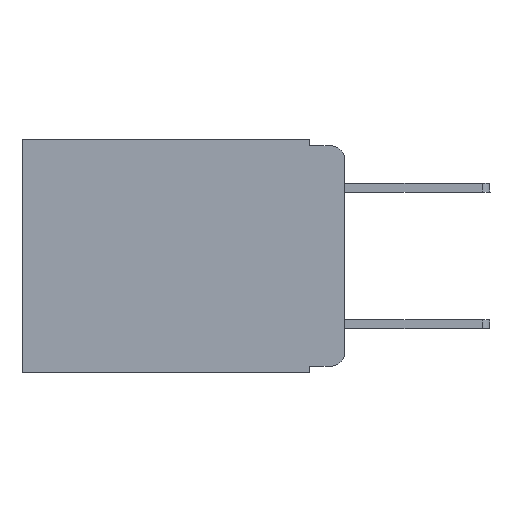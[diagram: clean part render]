
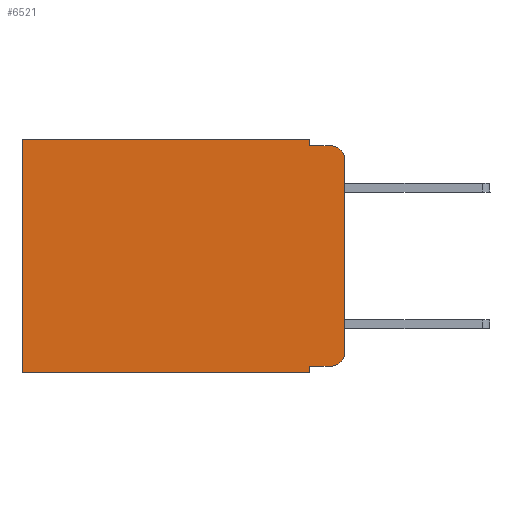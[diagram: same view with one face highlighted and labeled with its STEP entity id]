
A CAD part, left-side view. The second image highlights one B-rep face of the part: STEP entity #6521.
In plain terms, the highlighted planar face has unit normal (-1, 0, 0).
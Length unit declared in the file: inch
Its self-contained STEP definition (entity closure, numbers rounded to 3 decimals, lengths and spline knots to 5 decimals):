
#116 = CARTESIAN_POINT ( 'NONE',  ( 0.298, 0., 0. ) ) ;
#245 = DIRECTION ( 'NONE',  ( 0., 0., -1. ) ) ;
#354 = VERTEX_POINT ( 'NONE', #8324 ) ;
#703 = EDGE_CURVE ( 'NONE', #15961, #2253, #5834, .T. ) ;
#815 = EDGE_CURVE ( 'NONE', #15961, #10205, #7989, .T. ) ;
#1069 = DIRECTION ( 'NONE',  ( 0., -1., 0. ) ) ;
#1115 = CARTESIAN_POINT ( 'NONE',  ( 0.298, 0.02, -0.333 ) ) ;
#1856 = ORIENTED_EDGE ( 'NONE', *, *, #703, .F. ) ;
#2046 = VECTOR ( 'NONE', #245, 39.37008 ) ;
#2152 = ORIENTED_EDGE ( 'NONE', *, *, #17903, .T. ) ;
#2253 = VERTEX_POINT ( 'NONE', #14838 ) ;
#2406 = CARTESIAN_POINT ( 'NONE',  ( 0.298, 0.051, -0.333 ) ) ;
#2520 = LINE ( 'NONE', #13660, #12063 ) ;
#2711 = CARTESIAN_POINT ( 'NONE',  ( 0.298, 0.051, -0.01 ) ) ;
#3282 = EDGE_CURVE ( 'NONE', #14840, #10205, #15213, .T. ) ;
#3324 = DIRECTION ( 'NONE',  ( 0., 0., -1. ) ) ;
#3390 = ORIENTED_EDGE ( 'NONE', *, *, #17341, .F. ) ;
#3752 = CARTESIAN_POINT ( 'NONE',  ( 0.298, 0., 0. ) ) ;
#4304 = CARTESIAN_POINT ( 'NONE',  ( 0.298, 0.051, -0.343 ) ) ;
#4485 = CIRCLE ( 'NONE', #5655, 0.02 ) ;
#4769 = DIRECTION ( 'NONE',  ( 1., 0., 0. ) ) ;
#4910 = DIRECTION ( 'NONE',  ( 0., 0., -1. ) ) ;
#4940 = VECTOR ( 'NONE', #8232, 39.37008 ) ;
#5038 = EDGE_LOOP ( 'NONE', ( #1856, #9922, #10181, #12515, #11052, #16329, #3390, #14382, #2152, #10370 ) ) ;
#5278 = DIRECTION ( 'NONE',  ( 0., 1., 0. ) ) ;
#5655 = AXIS2_PLACEMENT_3D ( 'NONE', #11797, #14331, #4910 ) ;
#5834 = LINE ( 'NONE', #116, #9729 ) ;
#5933 = EDGE_CURVE ( 'NONE', #6415, #354, #10538, .T. ) ;
#5947 = VERTEX_POINT ( 'NONE', #1115 ) ;
#6181 = CARTESIAN_POINT ( 'NONE',  ( 0.298, 0., -0.343 ) ) ;
#6410 = LINE ( 'NONE', #15003, #2046 ) ;
#6415 = VERTEX_POINT ( 'NONE', #15466 ) ;
#6521 = ADVANCED_FACE ( 'NONE', ( #9031 ), #14473, .F. ) ;
#6567 = LINE ( 'NONE', #14465, #16157 ) ;
#6807 = CARTESIAN_POINT ( 'NONE',  ( 0.298, 0.051, 0. ) ) ;
#7532 = EDGE_CURVE ( 'NONE', #5947, #2253, #4485, .T. ) ;
#7975 = CARTESIAN_POINT ( 'NONE',  ( 0.298, 0.051, -0.01 ) ) ;
#7989 = CIRCLE ( 'NONE', #14932, 0.02 ) ;
#8171 = DIRECTION ( 'NONE',  ( 0., 0., -1. ) ) ;
#8181 = CARTESIAN_POINT ( 'NONE',  ( 0.298, 0.02, -0.03 ) ) ;
#8232 = DIRECTION ( 'NONE',  ( 0., -1., 0. ) ) ;
#8273 = DIRECTION ( 'NONE',  ( 0., 0., -1. ) ) ;
#8324 = CARTESIAN_POINT ( 'NONE',  ( 0.298, 0.473, 0. ) ) ;
#8467 = DIRECTION ( 'NONE',  ( 0., 0., -1. ) ) ;
#9031 = FACE_OUTER_BOUND ( 'NONE', #5038, .T. ) ;
#9695 = AXIS2_PLACEMENT_3D ( 'NONE', #13379, #4769, #3324 ) ;
#9729 = VECTOR ( 'NONE', #8467, 39.37008 ) ;
#9922 = ORIENTED_EDGE ( 'NONE', *, *, #815, .T. ) ;
#9936 = EDGE_CURVE ( 'NONE', #354, #10216, #6410, .T. ) ;
#10181 = ORIENTED_EDGE ( 'NONE', *, *, #3282, .F. ) ;
#10205 = VERTEX_POINT ( 'NONE', #13796 ) ;
#10216 = VERTEX_POINT ( 'NONE', #13984 ) ;
#10336 = VECTOR ( 'NONE', #8171, 39.37008 ) ;
#10370 = ORIENTED_EDGE ( 'NONE', *, *, #7532, .T. ) ;
#10538 = LINE ( 'NONE', #3752, #14887 ) ;
#11052 = ORIENTED_EDGE ( 'NONE', *, *, #5933, .T. ) ;
#11733 = VERTEX_POINT ( 'NONE', #4304 ) ;
#11797 = CARTESIAN_POINT ( 'NONE',  ( 0.298, 0.02, -0.313 ) ) ;
#12063 = VECTOR ( 'NONE', #1069, 39.37008 ) ;
#12242 = LINE ( 'NONE', #6807, #10336 ) ;
#12515 = ORIENTED_EDGE ( 'NONE', *, *, #15133, .F. ) ;
#12871 = CARTESIAN_POINT ( 'NONE',  ( 0.298, 0., -0.03 ) ) ;
#13333 = LINE ( 'NONE', #6181, #17843 ) ;
#13379 = CARTESIAN_POINT ( 'NONE',  ( 0.298, 0., 0. ) ) ;
#13431 = EDGE_CURVE ( 'NONE', #14084, #11733, #12242, .T. ) ;
#13660 = CARTESIAN_POINT ( 'NONE',  ( 0.298, 0.051, -0.333 ) ) ;
#13707 = DIRECTION ( 'NONE',  ( -1., 0., 0. ) ) ;
#13796 = CARTESIAN_POINT ( 'NONE',  ( 0.298, 0.02, -0.01 ) ) ;
#13984 = CARTESIAN_POINT ( 'NONE',  ( 0.298, 0.473, -0.343 ) ) ;
#14084 = VERTEX_POINT ( 'NONE', #2406 ) ;
#14331 = DIRECTION ( 'NONE',  ( -1., 0., 0. ) ) ;
#14382 = ORIENTED_EDGE ( 'NONE', *, *, #13431, .F. ) ;
#14465 = CARTESIAN_POINT ( 'NONE',  ( 0.298, 0.051, 0. ) ) ;
#14473 = PLANE ( 'NONE',  #9695 ) ;
#14520 = DIRECTION ( 'NONE',  ( 0., 1., 0. ) ) ;
#14838 = CARTESIAN_POINT ( 'NONE',  ( 0.298, 0., -0.313 ) ) ;
#14840 = VERTEX_POINT ( 'NONE', #7975 ) ;
#14887 = VECTOR ( 'NONE', #5278, 39.37008 ) ;
#14932 = AXIS2_PLACEMENT_3D ( 'NONE', #8181, #13707, #8273 ) ;
#15003 = CARTESIAN_POINT ( 'NONE',  ( 0.298, 0.473, 0. ) ) ;
#15133 = EDGE_CURVE ( 'NONE', #6415, #14840, #6567, .T. ) ;
#15213 = LINE ( 'NONE', #2711, #4940 ) ;
#15466 = CARTESIAN_POINT ( 'NONE',  ( 0.298, 0.051, 0. ) ) ;
#15961 = VERTEX_POINT ( 'NONE', #12871 ) ;
#16157 = VECTOR ( 'NONE', #17623, 39.37008 ) ;
#16329 = ORIENTED_EDGE ( 'NONE', *, *, #9936, .T. ) ;
#17341 = EDGE_CURVE ( 'NONE', #11733, #10216, #13333, .T. ) ;
#17623 = DIRECTION ( 'NONE',  ( 0., 0., -1. ) ) ;
#17843 = VECTOR ( 'NONE', #14520, 39.37008 ) ;
#17903 = EDGE_CURVE ( 'NONE', #14084, #5947, #2520, .T. ) ;
